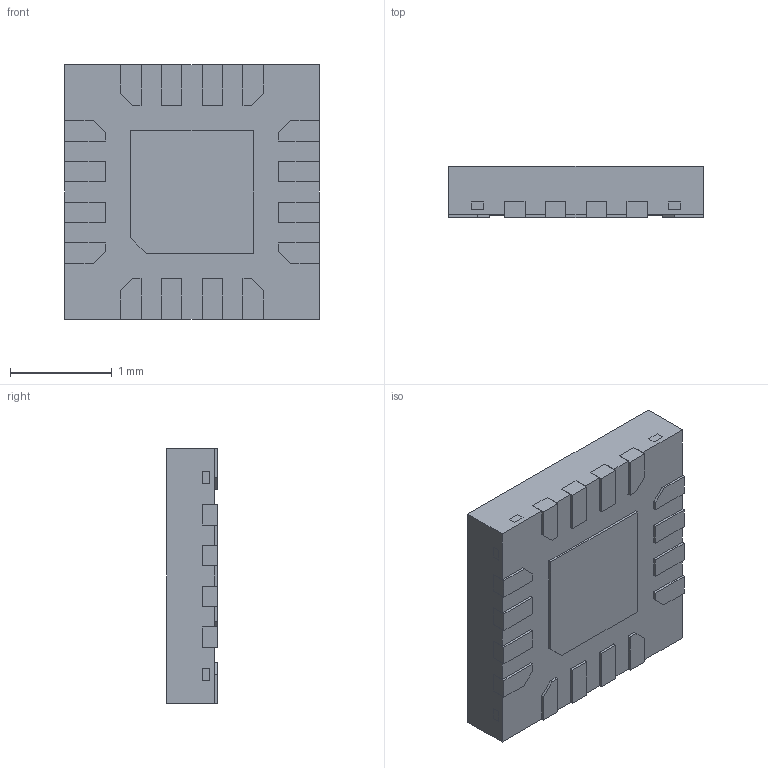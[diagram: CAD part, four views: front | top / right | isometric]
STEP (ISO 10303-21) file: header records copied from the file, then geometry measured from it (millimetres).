
FILE_DESCRIPTION((''),'2;1');
FILE_NAME('RWN016A_ASM','2015-05-04T',('a0412025'),(''),'PRO/ENGINEER BY PARAMETRIC TECHNOLOGY CORPORATION, 2011490','PRO/ENGINEER BY PARAMETRIC TECHNOLOGY CORPORATION, 2011490','');
FILE_SCHEMA(('AUTOMOTIVE_DESIGN_CC2 { 1 2 10303 214 -1 1 5 2 }'));
Length unit declared in the file: millimetre
Products named in the file (4): BODY-QFN; FRAME-RWN0016A; PIN1-ID; RWN016A_ASM
Assembly tree (3 placements, depth 2):
  RWN016A_ASM
    BODY-QFN
    FRAME-RWN0016A
    PIN1-ID
Bounding box: 2.5 x 0.5 x 2.5 mm (x, y, z)
Volume: 3 mm3; surface area: 32.7 mm2
Topology: 18 solids, 18 shells, 269 faces, 714 edges, 476 vertices
Faces by surface type: plane 269
Entity records: 10681 total; most frequent: CARTESIAN_POINT 1466, ORIENTED_EDGE 1428, DIRECTION 1266, PRESENTATION_STYLE_ASSIGNMENT 749, STYLED_ITEM 732, VECTOR 714, LINE 714, CURVE_STYLE 714
